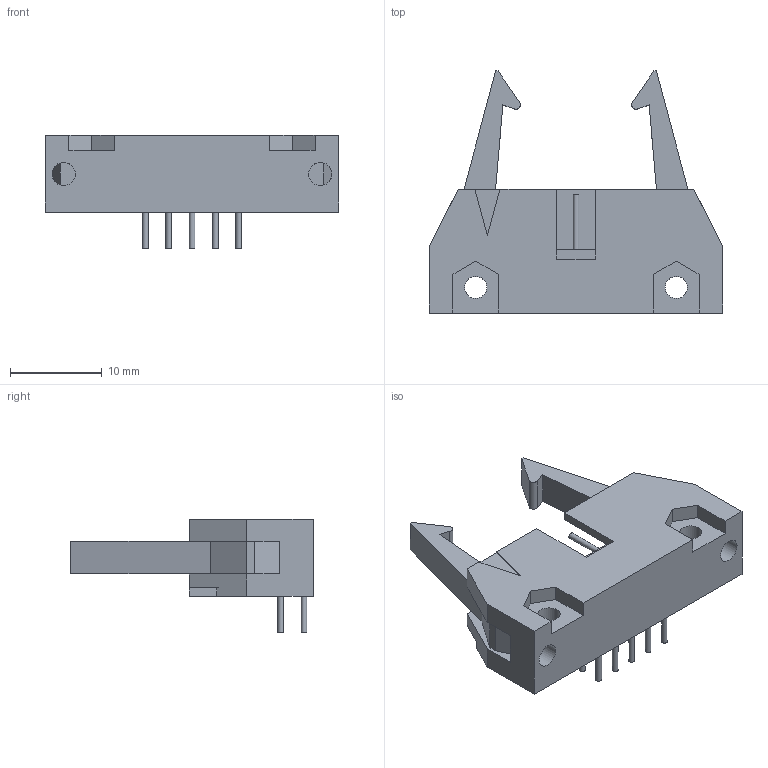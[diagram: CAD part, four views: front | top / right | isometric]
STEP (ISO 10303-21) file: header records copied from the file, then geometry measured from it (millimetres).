
FILE_DESCRIPTION(('STEP AP214'), '1');
FILE_NAME('ﾎﾍﾏ-56-ﾊﾃ-10', '2019-04-03T06:58:35', (''), (''), 'ASCON STEP Converter 1.3', 'ASCON Math Kernel', '');
FILE_SCHEMA(('AUTOMOTIVE_DESIGN { 1 0 10303 214 3 1 1}'));
Length unit declared in the file: millimetre
Products named in the file (1): 4560E7CD-AC39-43FD-9725-ED3815E83CAE
Bounding box: 32 x 26.38 x 12.38 mm (x, y, z)
Volume: 2606.4 mm3; surface area: 2574.7 mm2
Topology: 1 solids, 1 shells, 121 faces, 289 edges, 188 vertices
Faces by surface type: plane 95, cylinder 26
Full cylindrical faces by diameter (mm): 0.635 x20, 2.413 x2, 2.54 x2
Entity records: 4370 total; most frequent: CARTESIAN_POINT 575, DIRECTION 565, ORIENTED_EDGE 530, EDGE_CURVE 265, LINE 209, VECTOR 209, VERTEX_POINT 188, AXIS2_PLACEMENT_3D 178
